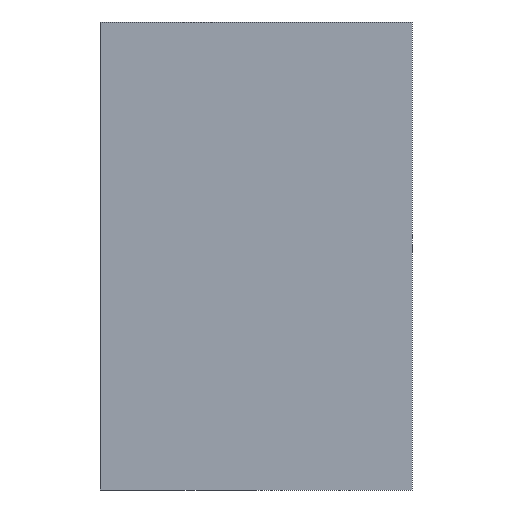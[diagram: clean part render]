
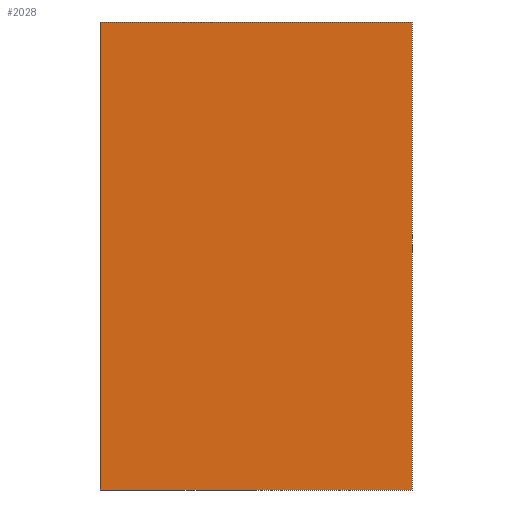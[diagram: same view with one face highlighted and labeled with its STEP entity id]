
A CAD part, left-side view. The second image highlights one B-rep face of the part: STEP entity #2028.
In plain terms, the highlighted planar face has unit normal (-1, 0, 0).
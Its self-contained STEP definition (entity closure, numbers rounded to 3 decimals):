
#60 = LINE ( 'NONE', #1638, #842 ) ;
#61 = FACE_OUTER_BOUND ( 'NONE', #1782, .T. ) ;
#151 = VECTOR ( 'NONE', #2262, 1000. ) ;
#219 = ORIENTED_EDGE ( 'NONE', *, *, #1016, .T. ) ;
#307 = LINE ( 'NONE', #1652, #2099 ) ;
#643 = EDGE_CURVE ( 'NONE', #1475, #935, #1446, .T. ) ;
#842 = VECTOR ( 'NONE', #1836, 1000. ) ;
#935 = VERTEX_POINT ( 'NONE', #2223 ) ;
#1016 = EDGE_CURVE ( 'NONE', #1511, #1475, #60, .T. ) ;
#1065 = DIRECTION ( 'NONE',  ( -1., 0., 0. ) ) ;
#1078 = DIRECTION ( 'NONE',  ( 0., -1., 0. ) ) ;
#1166 = ORIENTED_EDGE ( 'NONE', *, *, #643, .T. ) ;
#1232 = CARTESIAN_POINT ( 'NONE',  ( -0.01, -0.01, 0.01 ) ) ;
#1296 = VERTEX_POINT ( 'NONE', #1232 ) ;
#1341 = CARTESIAN_POINT ( 'NONE',  ( -0.01, 2.39, 0.01 ) ) ;
#1434 = CARTESIAN_POINT ( 'NONE',  ( -0.01, 0., 0. ) ) ;
#1446 = LINE ( 'NONE', #2044, #2057 ) ;
#1466 = EDGE_CURVE ( 'NONE', #935, #1296, #307, .T. ) ;
#1475 = VERTEX_POINT ( 'NONE', #1692 ) ;
#1476 = DIRECTION ( 'NONE',  ( 0., 0., 1. ) ) ;
#1482 = ORIENTED_EDGE ( 'NONE', *, *, #1466, .T. ) ;
#1511 = VERTEX_POINT ( 'NONE', #1755 ) ;
#1621 = PLANE ( 'NONE',  #2212 ) ;
#1638 = CARTESIAN_POINT ( 'NONE',  ( -0.01, 2.39, -3.59 ) ) ;
#1652 = CARTESIAN_POINT ( 'NONE',  ( -0.01, -0.01, -3.59 ) ) ;
#1692 = CARTESIAN_POINT ( 'NONE',  ( -0.01, 2.39, -3.59 ) ) ;
#1738 = ORIENTED_EDGE ( 'NONE', *, *, #1806, .T. ) ;
#1755 = CARTESIAN_POINT ( 'NONE',  ( -0.01, 2.39, 0.01 ) ) ;
#1782 = EDGE_LOOP ( 'NONE', ( #1166, #1482, #1738, #219 ) ) ;
#1806 = EDGE_CURVE ( 'NONE', #1296, #1511, #2103, .T. ) ;
#1836 = DIRECTION ( 'NONE',  ( 0., 0., -1. ) ) ;
#1838 = DIRECTION ( 'NONE',  ( 0., 0., 1. ) ) ;
#2028 = ADVANCED_FACE ( 'NONE', ( #61 ), #1621, .T. ) ;
#2044 = CARTESIAN_POINT ( 'NONE',  ( -0.01, 2.39, -3.59 ) ) ;
#2057 = VECTOR ( 'NONE', #1078, 1000. ) ;
#2099 = VECTOR ( 'NONE', #1476, 1000. ) ;
#2103 = LINE ( 'NONE', #1341, #151 ) ;
#2212 = AXIS2_PLACEMENT_3D ( 'NONE', #1434, #1065, #1838 ) ;
#2223 = CARTESIAN_POINT ( 'NONE',  ( -0.01, -0.01, -3.59 ) ) ;
#2262 = DIRECTION ( 'NONE',  ( 0., 1., 0. ) ) ;
